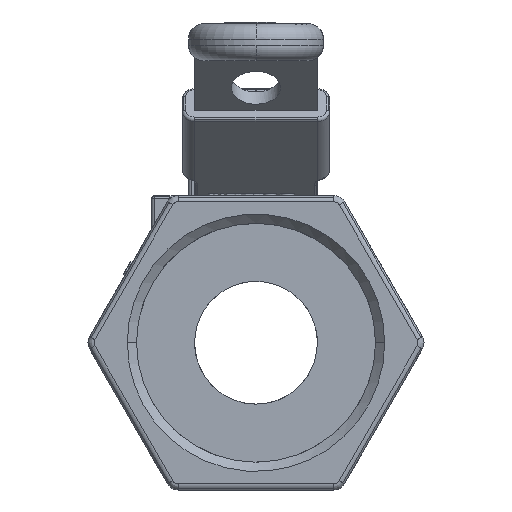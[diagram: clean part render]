
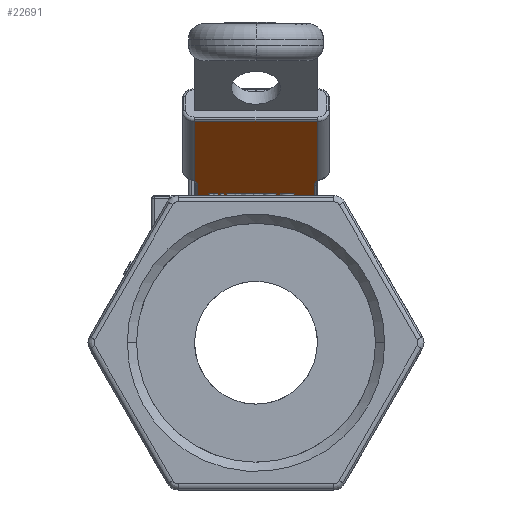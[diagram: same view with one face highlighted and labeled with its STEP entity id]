
A CAD part, front view. The second image highlights one B-rep face of the part: STEP entity #22691.
In plain terms, the highlighted planar face has unit normal (0, -0.672, -0.741).
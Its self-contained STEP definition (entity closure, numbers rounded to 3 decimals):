
#20887=CARTESIAN_POINT('',(9.5,-11.808,21.));
#20888=VERTEX_POINT('',#20887);
#20917=CARTESIAN_POINT('',(-9.5,-11.808,21.));
#20918=VERTEX_POINT('',#20917);
#20919=CARTESIAN_POINT('',(9.5,-11.808,21.));
#20920=DIRECTION('',(-1.,-0.,-0.));
#20921=VECTOR('',#20920,19.);
#20922=LINE('',#20919,#20921);
#20923=EDGE_CURVE('',#20888,#20918,#20922,.T.);
#21989=CARTESIAN_POINT('',(10.,-28.454,36.092));
#21990=VERTEX_POINT('',#21989);
#22042=CARTESIAN_POINT('',(-10.,-28.454,36.092));
#22043=VERTEX_POINT('',#22042);
#22072=CARTESIAN_POINT('',(-10.,-28.454,36.092));
#22073=DIRECTION('',(1.,0.,0.));
#22074=VECTOR('',#22073,20.);
#22075=LINE('',#22072,#22074);
#22076=EDGE_CURVE('',#22043,#21990,#22075,.T.);
#22523=CARTESIAN_POINT('',(10.,-17.772,26.407));
#22524=VERTEX_POINT('',#22523);
#22525=CARTESIAN_POINT('',(10.,-28.454,36.092));
#22526=DIRECTION('',(-0.,0.741,-0.672));
#22527=VECTOR('',#22526,14.419);
#22528=LINE('',#22525,#22527);
#22529=EDGE_CURVE('',#21990,#22524,#22528,.T.);
#22541=CARTESIAN_POINT('',(10.,-23.268,31.39));
#22542=DIRECTION('',(0.,-0.672,-0.741));
#22543=DIRECTION('',(-1.,-0.,-0.));
#22544=AXIS2_PLACEMENT_3D('',#22541,#22542,#22543);
#22545=PLANE('',#22544);
#22546=ORIENTED_EDGE('',*,*,#20923,.F.);
#22547=CARTESIAN_POINT('',(9.5,-16.939,25.652));
#22548=VERTEX_POINT('',#22547);
#22549=CARTESIAN_POINT('',(9.5,-16.939,25.652));
#22550=DIRECTION('',(-0.,0.741,-0.672));
#22551=VECTOR('',#22550,6.926);
#22552=LINE('',#22549,#22551);
#22553=EDGE_CURVE('',#22548,#20888,#22552,.T.);
#22554=ORIENTED_EDGE('',*,*,#22553,.F.);
#22555=CARTESIAN_POINT('',(10.,-17.772,26.407));
#22556=CARTESIAN_POINT('',(9.991,-17.766,26.402));
#22557=CARTESIAN_POINT('',(9.983,-17.761,26.397));
#22558=CARTESIAN_POINT('',(9.973,-17.755,26.391));
#22559=CARTESIAN_POINT('',(9.962,-17.748,26.385));
#22560=CARTESIAN_POINT('',(9.95,-17.74,26.378));
#22561=CARTESIAN_POINT('',(9.937,-17.73,26.369));
#22562=CARTESIAN_POINT('',(9.919,-17.717,26.357));
#22563=CARTESIAN_POINT('',(9.899,-17.701,26.342));
#22564=CARTESIAN_POINT('',(9.878,-17.683,26.326));
#22565=CARTESIAN_POINT('',(9.861,-17.669,26.314));
#22566=CARTESIAN_POINT('',(9.845,-17.655,26.301));
#22567=CARTESIAN_POINT('',(9.829,-17.64,26.287));
#22568=CARTESIAN_POINT('',(9.815,-17.627,26.275));
#22569=CARTESIAN_POINT('',(9.801,-17.613,26.263));
#22570=CARTESIAN_POINT('',(9.788,-17.598,26.249));
#22571=CARTESIAN_POINT('',(9.774,-17.583,26.236));
#22572=CARTESIAN_POINT('',(9.76,-17.567,26.221));
#22573=CARTESIAN_POINT('',(9.746,-17.55,26.205));
#22574=CARTESIAN_POINT('',(9.729,-17.53,26.187));
#22575=CARTESIAN_POINT('',(9.713,-17.508,26.168));
#22576=CARTESIAN_POINT('',(9.697,-17.485,26.147));
#22577=CARTESIAN_POINT('',(9.678,-17.46,26.124));
#22578=CARTESIAN_POINT('',(9.66,-17.432,26.099));
#22579=CARTESIAN_POINT('',(9.644,-17.405,26.075));
#22580=CARTESIAN_POINT('',(9.63,-17.383,26.054));
#22581=CARTESIAN_POINT('',(9.617,-17.361,26.034));
#22582=CARTESIAN_POINT('',(9.605,-17.339,26.015));
#22583=CARTESIAN_POINT('',(9.595,-17.319,25.996));
#22584=CARTESIAN_POINT('',(9.585,-17.3,25.979));
#22585=CARTESIAN_POINT('',(9.576,-17.28,25.961));
#22586=CARTESIAN_POINT('',(9.568,-17.262,25.945));
#22587=CARTESIAN_POINT('',(9.561,-17.244,25.928));
#22588=CARTESIAN_POINT('',(9.554,-17.226,25.912));
#22589=CARTESIAN_POINT('',(9.543,-17.195,25.884));
#22590=CARTESIAN_POINT('',(9.533,-17.164,25.855));
#22591=CARTESIAN_POINT('',(9.525,-17.135,25.83));
#22592=CARTESIAN_POINT('',(9.521,-17.119,25.815));
#22593=CARTESIAN_POINT('',(9.517,-17.104,25.801));
#22594=CARTESIAN_POINT('',(9.514,-17.09,25.789));
#22595=CARTESIAN_POINT('',(9.511,-17.077,25.777));
#22596=CARTESIAN_POINT('',(9.509,-17.064,25.765));
#22597=CARTESIAN_POINT('',(9.507,-17.051,25.753));
#22598=CARTESIAN_POINT('',(9.505,-17.034,25.738));
#22599=CARTESIAN_POINT('',(9.503,-17.016,25.722));
#22600=CARTESIAN_POINT('',(9.502,-17.001,25.708));
#22601=CARTESIAN_POINT('',(9.501,-16.988,25.696));
#22602=CARTESIAN_POINT('',(9.501,-16.977,25.686));
#22603=CARTESIAN_POINT('',(9.5,-16.966,25.677));
#22604=CARTESIAN_POINT('',(9.5,-16.958,25.669));
#22605=CARTESIAN_POINT('',(9.5,-16.951,25.662));
#22606=CARTESIAN_POINT('',(9.5,-16.944,25.656));
#22607=CARTESIAN_POINT('',(9.5,-16.942,25.655));
#22608=CARTESIAN_POINT('',(9.5,-16.941,25.653));
#22609=CARTESIAN_POINT('',(9.5,-16.939,25.652));
#22610=B_SPLINE_CURVE_WITH_KNOTS('',3,(#22555,#22556,#22557,#22558,#22559,#22560,#22561,#22562,#22563,#22564,#22565,#22566,#22567,#22568,#22569,#22570,#22571,#22572,#22573,#22574,#22575,#22576,#22577,#22578,#22579,#22580,
#22581,#22582,#22583,#22584,#22585,#22586,#22587,#22588,#22589,#22590,#22591,#22592,#22593,#22594,#22595,#22596,#22597,#22598,#22599,#22600,#22601,#22602,#22603,#22604,#22605,
#22606,#22607,#22608,#22609),.UNSPECIFIED.,.F.,.F.,(4,3,3,3,3,3,3,3,3,3,3,3,3,3,3,3,3,3,4),(0.,0.049,0.105,0.182,0.242,0.296,0.352,0.416,0.489,0.55,0.606,0.656,0.742,0.791,0.836,0.899,0.95,0.991,1.),.UNSPECIFIED.);
#22611=EDGE_CURVE('',#22524,#22548,#22610,.T.);
#22612=ORIENTED_EDGE('',*,*,#22611,.F.);
#22613=ORIENTED_EDGE('',*,*,#22529,.F.);
#22614=ORIENTED_EDGE('',*,*,#22076,.F.);
#22615=CARTESIAN_POINT('',(-10.,-17.772,26.407));
#22616=VERTEX_POINT('',#22615);
#22617=CARTESIAN_POINT('',(-10.,-28.454,36.092));
#22618=DIRECTION('',(-0.,0.741,-0.672));
#22619=VECTOR('',#22618,14.419);
#22620=LINE('',#22617,#22619);
#22621=EDGE_CURVE('',#22043,#22616,#22620,.T.);
#22622=ORIENTED_EDGE('',*,*,#22621,.T.);
#22623=CARTESIAN_POINT('',(-9.5,-16.939,25.652));
#22624=VERTEX_POINT('',#22623);
#22625=CARTESIAN_POINT('',(-9.5,-16.939,25.652));
#22626=CARTESIAN_POINT('',(-9.5,-16.947,25.659));
#22627=CARTESIAN_POINT('',(-9.5,-16.956,25.667));
#22628=CARTESIAN_POINT('',(-9.5,-16.965,25.675));
#22629=CARTESIAN_POINT('',(-9.501,-16.976,25.685));
#22630=CARTESIAN_POINT('',(-9.501,-16.988,25.696));
#22631=CARTESIAN_POINT('',(-9.503,-17.001,25.708));
#22632=CARTESIAN_POINT('',(-9.504,-17.019,25.724));
#22633=CARTESIAN_POINT('',(-9.507,-17.04,25.743));
#22634=CARTESIAN_POINT('',(-9.51,-17.062,25.763));
#22635=CARTESIAN_POINT('',(-9.513,-17.081,25.78));
#22636=CARTESIAN_POINT('',(-9.517,-17.1,25.798));
#22637=CARTESIAN_POINT('',(-9.521,-17.119,25.815));
#22638=CARTESIAN_POINT('',(-9.525,-17.136,25.831));
#22639=CARTESIAN_POINT('',(-9.53,-17.154,25.846));
#22640=CARTESIAN_POINT('',(-9.535,-17.171,25.862));
#22641=CARTESIAN_POINT('',(-9.54,-17.189,25.878));
#22642=CARTESIAN_POINT('',(-9.547,-17.207,25.895));
#22643=CARTESIAN_POINT('',(-9.555,-17.227,25.913));
#22644=CARTESIAN_POINT('',(-9.564,-17.249,25.933));
#22645=CARTESIAN_POINT('',(-9.574,-17.273,25.955));
#22646=CARTESIAN_POINT('',(-9.586,-17.298,25.977));
#22647=CARTESIAN_POINT('',(-9.599,-17.325,26.002));
#22648=CARTESIAN_POINT('',(-9.614,-17.354,26.028));
#22649=CARTESIAN_POINT('',(-9.63,-17.381,26.053));
#22650=CARTESIAN_POINT('',(-9.643,-17.406,26.075));
#22651=CARTESIAN_POINT('',(-9.657,-17.429,26.096));
#22652=CARTESIAN_POINT('',(-9.672,-17.451,26.116));
#22653=CARTESIAN_POINT('',(-9.684,-17.47,26.133));
#22654=CARTESIAN_POINT('',(-9.696,-17.488,26.149));
#22655=CARTESIAN_POINT('',(-9.71,-17.505,26.165));
#22656=CARTESIAN_POINT('',(-9.721,-17.521,26.179));
#22657=CARTESIAN_POINT('',(-9.734,-17.536,26.193));
#22658=CARTESIAN_POINT('',(-9.747,-17.551,26.207));
#22659=CARTESIAN_POINT('',(-9.77,-17.579,26.232));
#22660=CARTESIAN_POINT('',(-9.794,-17.605,26.256));
#22661=CARTESIAN_POINT('',(-9.818,-17.629,26.277));
#22662=CARTESIAN_POINT('',(-9.831,-17.642,26.289));
#22663=CARTESIAN_POINT('',(-9.844,-17.654,26.3));
#22664=CARTESIAN_POINT('',(-9.856,-17.665,26.31));
#22665=CARTESIAN_POINT('',(-9.868,-17.676,26.32));
#22666=CARTESIAN_POINT('',(-9.879,-17.686,26.329));
#22667=CARTESIAN_POINT('',(-9.891,-17.695,26.337));
#22668=CARTESIAN_POINT('',(-9.906,-17.707,26.348));
#22669=CARTESIAN_POINT('',(-9.922,-17.719,26.359));
#22670=CARTESIAN_POINT('',(-9.936,-17.73,26.368));
#22671=CARTESIAN_POINT('',(-9.949,-17.739,26.377));
#22672=CARTESIAN_POINT('',(-9.96,-17.747,26.384));
#22673=CARTESIAN_POINT('',(-9.971,-17.754,26.39));
#22674=CARTESIAN_POINT('',(-9.979,-17.759,26.395));
#22675=CARTESIAN_POINT('',(-9.987,-17.764,26.399));
#22676=CARTESIAN_POINT('',(-9.994,-17.768,26.403));
#22677=CARTESIAN_POINT('',(-9.996,-17.769,26.405));
#22678=CARTESIAN_POINT('',(-9.998,-17.77,26.406));
#22679=CARTESIAN_POINT('',(-10.,-17.772,26.407));
#22680=B_SPLINE_CURVE_WITH_KNOTS('',3,(#22625,#22626,#22627,#22628,#22629,#22630,#22631,#22632,#22633,#22634,#22635,#22636,#22637,#22638,#22639,#22640,#22641,#22642,#22643,#22644,#22645,#22646,#22647,#22648,#22649,#22650,
#22651,#22652,#22653,#22654,#22655,#22656,#22657,#22658,#22659,#22660,#22661,#22662,#22663,#22664,#22665,#22666,#22667,#22668,#22669,#22670,#22671,#22672,#22673,#22674,#22675,
#22676,#22677,#22678,#22679),.UNSPECIFIED.,.F.,.F.,(4,3,3,3,3,3,3,3,3,3,3,3,3,3,3,3,3,3,4),(0.,0.049,0.104,0.177,0.238,0.292,0.348,0.413,0.486,0.55,0.604,0.653,0.74,0.789,0.836,0.896,0.948,0.989,1.),.UNSPECIFIED.);
#22681=EDGE_CURVE('',#22624,#22616,#22680,.T.);
#22682=ORIENTED_EDGE('',*,*,#22681,.F.);
#22683=CARTESIAN_POINT('',(-9.5,-11.808,21.));
#22684=DIRECTION('',(0.,-0.741,0.672));
#22685=VECTOR('',#22684,6.926);
#22686=LINE('',#22683,#22685);
#22687=EDGE_CURVE('',#20918,#22624,#22686,.T.);
#22688=ORIENTED_EDGE('',*,*,#22687,.F.);
#22689=EDGE_LOOP('',(#22546,#22554,#22612,#22613,#22614,#22622,#22682,#22688));
#22690=FACE_BOUND('',#22689,.T.);
#22691=ADVANCED_FACE('',(#22690),#22545,.T.);
